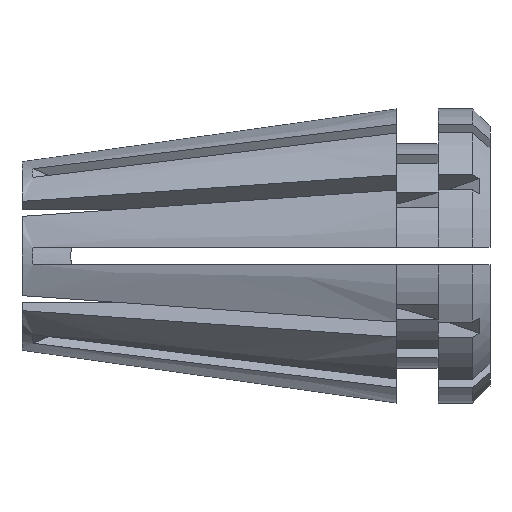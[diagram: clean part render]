
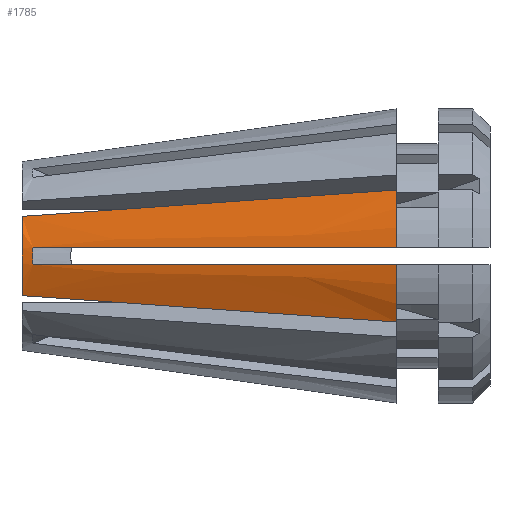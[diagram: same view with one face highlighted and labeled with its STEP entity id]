
A CAD part, front view. The second image highlights one B-rep face of the part: STEP entity #1785.
In plain terms, the highlighted conical face has half-angle 8 degrees and reference radius 4.25 mm.
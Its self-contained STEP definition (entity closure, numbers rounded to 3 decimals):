
#33 = VERTEX_POINT ( 'NONE', #1305 ) ;
#34 = VERTEX_POINT ( 'NONE', #2118 ) ;
#72 = VERTEX_POINT ( 'NONE', #3916 ) ;
#202 = CARTESIAN_POINT ( 'NONE',  ( 3.167, -2.868, -1.367 ) ) ;
#242 = EDGE_CURVE ( 'NONE', #33, #1862, #333, .T. ) ;
#333 = B_SPLINE_CURVE_WITH_KNOTS ( 'NONE', 3,
 ( #1968, #3235, #2053, #1063 ),
 .UNSPECIFIED., .F., .F.,
 ( 4, 4 ),
 ( 0.015, 0.025 ),
 .UNSPECIFIED. ) ;
#437 = AXIS2_PLACEMENT_3D ( 'NONE', #2939, #1068, #3246 ) ;
#505 = CARTESIAN_POINT ( 'NONE',  ( 6.767, -3.308, -1.621 ) ) ;
#713 = CIRCLE ( 'NONE', #2510, 2.732 ) ;
#789 = CARTESIAN_POINT ( 'NONE',  ( 10.8, 0., 0. ) ) ;
#811 = CARTESIAN_POINT ( 'NONE',  ( 10.8, -3.8, -1.905 ) ) ;
#814 = ORIENTED_EDGE ( 'NONE', *, *, #3993, .T. ) ;
#838 = DIRECTION ( 'NONE',  ( -1., 0., 0. ) ) ;
#839 = AXIS2_PLACEMENT_3D ( 'NONE', #789, #2975, #1108 ) ;
#928 = EDGE_CURVE ( 'NONE', #1373, #1862, #1342, .T. ) ;
#1063 = CARTESIAN_POINT ( 'NONE',  ( 0.317, -2.766, 0.25 ) ) ;
#1068 = DIRECTION ( 'NONE',  ( -1., 0., 0. ) ) ;
#1091 = CARTESIAN_POINT ( 'NONE',  ( 7.306, -3.751, -0.25 ) ) ;
#1108 = DIRECTION ( 'NONE',  ( 0., 0., 1. ) ) ;
#1113 = CARTESIAN_POINT ( 'NONE',  ( 1.583, -2.675, -1.256 ) ) ;
#1196 = CONICAL_SURFACE ( 'NONE', #2878, 4.25, 0.14 ) ;
#1305 = CARTESIAN_POINT ( 'NONE',  ( 10.8, -4.243, 0.25 ) ) ;
#1342 = B_SPLINE_CURVE_WITH_KNOTS ( 'NONE', 3,
 ( #2741, #2411, #2295, #3373 ),
 .UNSPECIFIED., .F., .F.,
 ( 4, 4 ),
 ( 0., 0.001 ),
 .UNSPECIFIED. ) ;
#1373 = VERTEX_POINT ( 'NONE', #3407 ) ;
#1383 = ORIENTED_EDGE ( 'NONE', *, *, #242, .F. ) ;
#1405 = EDGE_CURVE ( 'NONE', #3581, #1373, #1854, .T. ) ;
#1458 = CARTESIAN_POINT ( 'NONE',  ( 3.167, -2.868, 1.367 ) ) ;
#1664 = ORIENTED_EDGE ( 'NONE', *, *, #1405, .T. ) ;
#1756 = VERTEX_POINT ( 'NONE', #2616 ) ;
#1757 = CARTESIAN_POINT ( 'NONE',  ( 0., -2.481, 1.144 ) ) ;
#1772 = CARTESIAN_POINT ( 'NONE',  ( 6.767, -3.308, 1.621 ) ) ;
#1785 = ADVANCED_FACE ( 'NONE', ( #2124 ), #1196, .T. ) ;
#1786 = CARTESIAN_POINT ( 'NONE',  ( 0.317, -2.766, -0.25 ) ) ;
#1849 = CARTESIAN_POINT ( 'NONE',  ( 3.812, -3.259, -0.25 ) ) ;
#1854 = B_SPLINE_CURVE_WITH_KNOTS ( 'NONE', 3,
 ( #2487, #1091, #1849, #1786 ),
 .UNSPECIFIED., .F., .F.,
 ( 4, 4 ),
 ( 0.015, 0.025 ),
 .UNSPECIFIED. ) ;
#1862 = VERTEX_POINT ( 'NONE', #3713 ) ;
#1968 = CARTESIAN_POINT ( 'NONE',  ( 10.8, -4.243, 0.25 ) ) ;
#2045 = CARTESIAN_POINT ( 'NONE',  ( 1.583, -2.675, 1.256 ) ) ;
#2053 = CARTESIAN_POINT ( 'NONE',  ( 3.812, -3.259, 0.25 ) ) ;
#2065 = CARTESIAN_POINT ( 'NONE',  ( 10.8, 0., 0. ) ) ;
#2086 = CARTESIAN_POINT ( 'NONE',  ( 10.8, -3.8, 1.905 ) ) ;
#2118 = CARTESIAN_POINT ( 'NONE',  ( 10.8, -3.8, 1.905 ) ) ;
#2124 = FACE_OUTER_BOUND ( 'NONE', #3441, .T. ) ;
#2295 = CARTESIAN_POINT ( 'NONE',  ( 0.294, -2.778, 0.083 ) ) ;
#2366 = CARTESIAN_POINT ( 'NONE',  ( 4.75, -3.062, -1.479 ) ) ;
#2395 = CARTESIAN_POINT ( 'NONE',  ( 10.8, -3.8, -1.905 ) ) ;
#2411 = CARTESIAN_POINT ( 'NONE',  ( 0.294, -2.778, -0.083 ) ) ;
#2487 = CARTESIAN_POINT ( 'NONE',  ( 10.8, -4.243, -0.25 ) ) ;
#2510 = AXIS2_PLACEMENT_3D ( 'NONE', #2710, #838, #3024 ) ;
#2616 = CARTESIAN_POINT ( 'NONE',  ( 0., -2.481, 1.144 ) ) ;
#2683 = CARTESIAN_POINT ( 'NONE',  ( 8.783, -3.554, -1.763 ) ) ;
#2684 = CIRCLE ( 'NONE', #437, 4.25 ) ;
#2688 = VERTEX_POINT ( 'NONE', #2395 ) ;
#2710 = CARTESIAN_POINT ( 'NONE',  ( 0., 0., 0. ) ) ;
#2741 = CARTESIAN_POINT ( 'NONE',  ( 0.317, -2.766, -0.25 ) ) ;
#2782 = EDGE_CURVE ( 'NONE', #2688, #3581, #2684, .T. ) ;
#2848 = EDGE_CURVE ( 'NONE', #72, #2688, #3481, .T. ) ;
#2878 = AXIS2_PLACEMENT_3D ( 'NONE', #2065, #3678, #3936 ) ;
#2882 = B_SPLINE_CURVE_WITH_KNOTS ( 'NONE', 3,
 ( #1757, #2045, #1458, #3648, #1772, #3961, #2086 ),
 .UNSPECIFIED., .F., .F.,
 ( 4, 3, 4 ),
 ( 0., 0.005, 0.011 ),
 .UNSPECIFIED. ) ;
#2925 = EDGE_CURVE ( 'NONE', #72, #1756, #713, .T. ) ;
#2937 = EDGE_CURVE ( 'NONE', #1756, #34, #2882, .T. ) ;
#2939 = CARTESIAN_POINT ( 'NONE',  ( 10.8, 0., 0. ) ) ;
#2975 = DIRECTION ( 'NONE',  ( -1., 0., 0. ) ) ;
#3024 = DIRECTION ( 'NONE',  ( 0., 0., 1. ) ) ;
#3235 = CARTESIAN_POINT ( 'NONE',  ( 7.306, -3.751, 0.25 ) ) ;
#3246 = DIRECTION ( 'NONE',  ( 0., 0., 1. ) ) ;
#3308 = CIRCLE ( 'NONE', #839, 4.25 ) ;
#3373 = CARTESIAN_POINT ( 'NONE',  ( 0.317, -2.766, 0.25 ) ) ;
#3407 = CARTESIAN_POINT ( 'NONE',  ( 0.317, -2.766, -0.25 ) ) ;
#3427 = CARTESIAN_POINT ( 'NONE',  ( 10.8, -4.243, -0.25 ) ) ;
#3441 = EDGE_LOOP ( 'NONE', ( #3963, #3672, #3872, #1664, #3846, #1383, #814, #3974 ) ) ;
#3481 = B_SPLINE_CURVE_WITH_KNOTS ( 'NONE', 3,
 ( #3914, #1113, #202, #2366, #505, #2683, #811 ),
 .UNSPECIFIED., .F., .F.,
 ( 4, 3, 4 ),
 ( 0., 0.005, 0.011 ),
 .UNSPECIFIED. ) ;
#3581 = VERTEX_POINT ( 'NONE', #3427 ) ;
#3648 = CARTESIAN_POINT ( 'NONE',  ( 4.75, -3.062, 1.479 ) ) ;
#3672 = ORIENTED_EDGE ( 'NONE', *, *, #2848, .T. ) ;
#3678 = DIRECTION ( 'NONE',  ( 1., 0., 0. ) ) ;
#3713 = CARTESIAN_POINT ( 'NONE',  ( 0.317, -2.766, 0.25 ) ) ;
#3846 = ORIENTED_EDGE ( 'NONE', *, *, #928, .T. ) ;
#3872 = ORIENTED_EDGE ( 'NONE', *, *, #2782, .T. ) ;
#3914 = CARTESIAN_POINT ( 'NONE',  ( 0., -2.481, -1.144 ) ) ;
#3916 = CARTESIAN_POINT ( 'NONE',  ( 0., -2.481, -1.144 ) ) ;
#3936 = DIRECTION ( 'NONE',  ( 0., 0., -1. ) ) ;
#3961 = CARTESIAN_POINT ( 'NONE',  ( 8.783, -3.554, 1.763 ) ) ;
#3963 = ORIENTED_EDGE ( 'NONE', *, *, #2925, .F. ) ;
#3974 = ORIENTED_EDGE ( 'NONE', *, *, #2937, .F. ) ;
#3993 = EDGE_CURVE ( 'NONE', #33, #34, #3308, .T. ) ;
